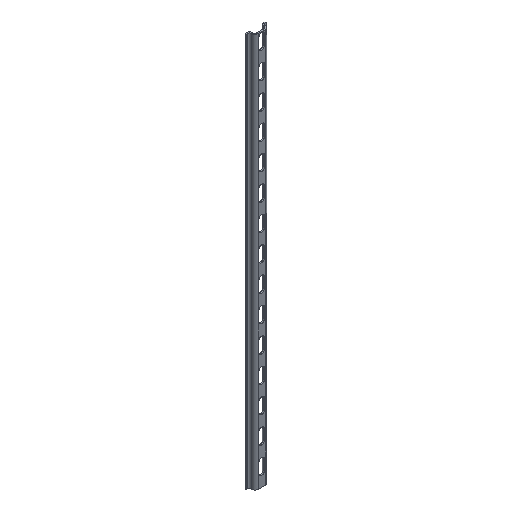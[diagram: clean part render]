
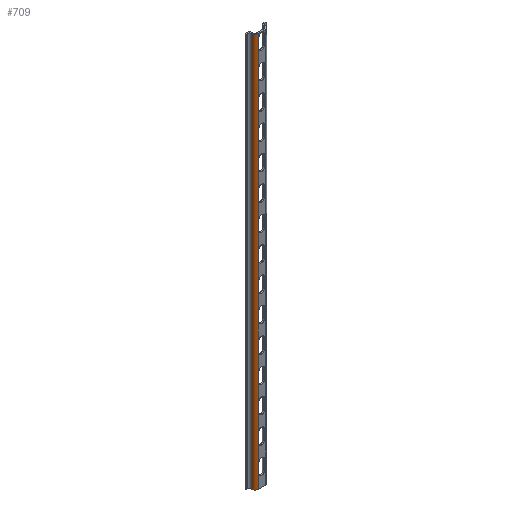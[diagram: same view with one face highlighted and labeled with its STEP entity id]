
A CAD part, isometric view. The second image highlights one B-rep face of the part: STEP entity #709.
In plain terms, the highlighted cylindrical face has radius 2.5 mm (diameter 5 mm), a partial arc.
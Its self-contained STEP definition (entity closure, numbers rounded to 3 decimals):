
#176 = VECTOR ( 'NONE', #2087, 1000. ) ;
#284 = AXIS2_PLACEMENT_3D ( 'NONE', #1414, #1427, #1433 ) ;
#316 = CIRCLE ( 'NONE', #321, 2.5 ) ;
#321 = AXIS2_PLACEMENT_3D ( 'NONE', #1723, #1736, #1717 ) ;
#389 = CIRCLE ( 'NONE', #401, 2.5 ) ;
#401 = AXIS2_PLACEMENT_3D ( 'NONE', #1784, #1778, #1780 ) ;
#438 = VECTOR ( 'NONE', #1081, 1000. ) ;
#640 = EDGE_CURVE ( 'NONE', #3133, #3112, #2081, .T. ) ;
#709 = ADVANCED_FACE ( 'NONE', ( #1423 ), #1413, .T. ) ;
#787 = EDGE_CURVE ( 'NONE', #3094, #3133, #316, .T. ) ;
#810 = EDGE_CURVE ( 'NONE', #3112, #3088, #389, .T. ) ;
#876 = EDGE_CURVE ( 'NONE', #3088, #3094, #1080, .T. ) ;
#1053 = CARTESIAN_POINT ( 'NONE',  ( -2.5, 2.8, 300. ) ) ;
#1080 = LINE ( 'NONE', #1053, #438 ) ;
#1081 = DIRECTION ( 'NONE',  ( 0., 0., -1. ) ) ;
#1162 = CARTESIAN_POINT ( 'NONE',  ( -2.5, 2.8, 0. ) ) ;
#1181 = CARTESIAN_POINT ( 'NONE',  ( -2.5, 2.8, 300. ) ) ;
#1250 = CARTESIAN_POINT ( 'NONE',  ( 0., 0.3, 300. ) ) ;
#1251 = CARTESIAN_POINT ( 'NONE',  ( 0., 0.3, 0. ) ) ;
#1413 = CYLINDRICAL_SURFACE ( 'NONE', #284, 2.5 ) ;
#1414 = CARTESIAN_POINT ( 'NONE',  ( 0., 2.8, 300. ) ) ;
#1423 = FACE_OUTER_BOUND ( 'NONE', #2624, .T. ) ;
#1427 = DIRECTION ( 'NONE',  ( 0., 0., -1. ) ) ;
#1433 = DIRECTION ( 'NONE',  ( -1., 0., 0. ) ) ;
#1717 = DIRECTION ( 'NONE',  ( -1., 0., 0. ) ) ;
#1723 = CARTESIAN_POINT ( 'NONE',  ( 0., 2.8, 0. ) ) ;
#1736 = DIRECTION ( 'NONE',  ( 0., 0., 1. ) ) ;
#1778 = DIRECTION ( 'NONE',  ( 0., 0., -1. ) ) ;
#1780 = DIRECTION ( 'NONE',  ( -1., 0., 0. ) ) ;
#1784 = CARTESIAN_POINT ( 'NONE',  ( 0., 2.8, 300. ) ) ;
#2081 = LINE ( 'NONE', #2121, #176 ) ;
#2087 = DIRECTION ( 'NONE',  ( 0., 0., 1. ) ) ;
#2121 = CARTESIAN_POINT ( 'NONE',  ( 0., 0.3, 300. ) ) ;
#2624 = EDGE_LOOP ( 'NONE', ( #2958, #3009, #2952, #3004 ) ) ;
#2952 = ORIENTED_EDGE ( 'NONE', *, *, #787, .T. ) ;
#2958 = ORIENTED_EDGE ( 'NONE', *, *, #810, .T. ) ;
#3004 = ORIENTED_EDGE ( 'NONE', *, *, #640, .T. ) ;
#3009 = ORIENTED_EDGE ( 'NONE', *, *, #876, .T. ) ;
#3088 = VERTEX_POINT ( 'NONE', #1181 ) ;
#3094 = VERTEX_POINT ( 'NONE', #1162 ) ;
#3112 = VERTEX_POINT ( 'NONE', #1250 ) ;
#3133 = VERTEX_POINT ( 'NONE', #1251 ) ;
